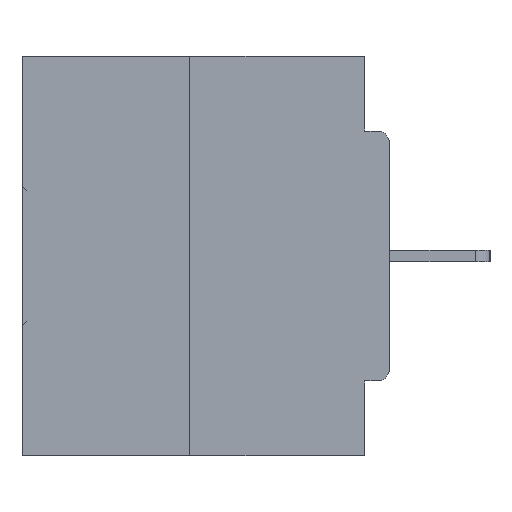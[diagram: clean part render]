
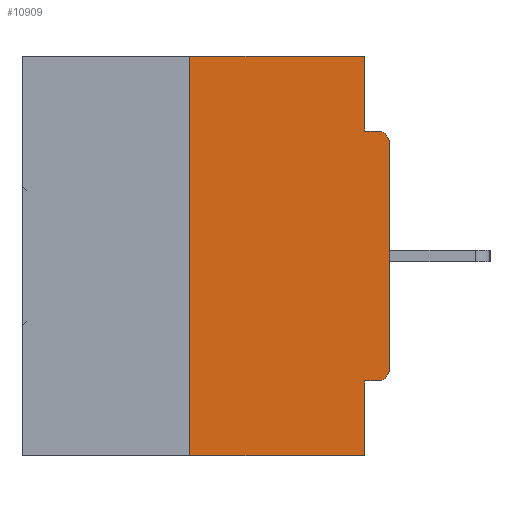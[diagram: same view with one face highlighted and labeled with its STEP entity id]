
A CAD part, left-side view. The second image highlights one B-rep face of the part: STEP entity #10909.
In plain terms, the highlighted planar face has unit normal (-1, 0, 0).
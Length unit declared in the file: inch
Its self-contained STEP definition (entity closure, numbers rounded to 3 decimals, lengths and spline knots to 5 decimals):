
#70 = VECTOR ( 'NONE', #30524, 39.37008 ) ;
#234 = DIRECTION ( 'NONE',  ( 0., 1., 0. ) ) ;
#1605 = VERTEX_POINT ( 'NONE', #23237 ) ;
#1615 = EDGE_CURVE ( 'NONE', #1605, #6737, #13852, .T. ) ;
#1661 = ORIENTED_EDGE ( 'NONE', *, *, #26526, .F. ) ;
#1838 = CARTESIAN_POINT ( 'NONE',  ( 0., 0.031, 0. ) ) ;
#2262 = CARTESIAN_POINT ( 'NONE',  ( 0., 0.015, -0.1085 ) ) ;
#2486 = CARTESIAN_POINT ( 'NONE',  ( 0., 0., -0.0935 ) ) ;
#3381 = CARTESIAN_POINT ( 'NONE',  ( 0., 0., -0.4065 ) ) ;
#3766 = ORIENTED_EDGE ( 'NONE', *, *, #1615, .T. ) ;
#3813 = CARTESIAN_POINT ( 'NONE',  ( 0., 0.015, -0.4065 ) ) ;
#4095 = DIRECTION ( 'NONE',  ( -1., 0., 0. ) ) ;
#4574 = DIRECTION ( 'NONE',  ( 0., 0., -1. ) ) ;
#5176 = DIRECTION ( 'NONE',  ( 0., 0., 1. ) ) ;
#5252 = DIRECTION ( 'NONE',  ( 0., -1., 0. ) ) ;
#5263 = EDGE_CURVE ( 'NONE', #19272, #25751, #24323, .T. ) ;
#5563 = VECTOR ( 'NONE', #12477, 39.37008 ) ;
#5870 = ORIENTED_EDGE ( 'NONE', *, *, #22467, .F. ) ;
#6526 = CARTESIAN_POINT ( 'NONE',  ( 0., 0.015, -0.0935 ) ) ;
#6737 = VERTEX_POINT ( 'NONE', #6526 ) ;
#6936 = VECTOR ( 'NONE', #21010, 39.37008 ) ;
#8409 = VERTEX_POINT ( 'NONE', #24442 ) ;
#9043 = ORIENTED_EDGE ( 'NONE', *, *, #30298, .T. ) ;
#9073 = ORIENTED_EDGE ( 'NONE', *, *, #30375, .T. ) ;
#9147 = VERTEX_POINT ( 'NONE', #35486 ) ;
#9326 = VERTEX_POINT ( 'NONE', #24757 ) ;
#9434 = CARTESIAN_POINT ( 'NONE',  ( 0., 0.46, 0. ) ) ;
#10276 = VERTEX_POINT ( 'NONE', #1838 ) ;
#10909 = ADVANCED_FACE ( 'NONE', ( #31656 ), #11105, .F. ) ;
#11105 = PLANE ( 'NONE',  #33147 ) ;
#12477 = DIRECTION ( 'NONE',  ( 0., 0., 1. ) ) ;
#12907 = CARTESIAN_POINT ( 'NONE',  ( 0., 0.46, -0.5 ) ) ;
#13059 = EDGE_CURVE ( 'NONE', #10276, #9147, #28641, .T. ) ;
#13843 = DIRECTION ( 'NONE',  ( 0., 0., -1. ) ) ;
#13852 = CIRCLE ( 'NONE', #31355, 0.015 ) ;
#14544 = EDGE_CURVE ( 'NONE', #25751, #33105, #26685, .T. ) ;
#15962 = CARTESIAN_POINT ( 'NONE',  ( 0., 0.031, -0.4065 ) ) ;
#16039 = CARTESIAN_POINT ( 'NONE',  ( 0., 0.031, -0.5 ) ) ;
#16198 = VECTOR ( 'NONE', #5252, 39.37008 ) ;
#17373 = DIRECTION ( 'NONE',  ( 1., 0., 0. ) ) ;
#18606 = DIRECTION ( 'NONE',  ( 0., -1., 0. ) ) ;
#18955 = CARTESIAN_POINT ( 'NONE',  ( 0., 0., 0. ) ) ;
#19191 = DIRECTION ( 'NONE',  ( 0., 0., -1. ) ) ;
#19272 = VERTEX_POINT ( 'NONE', #3813 ) ;
#21010 = DIRECTION ( 'NONE',  ( 0., 0., -1. ) ) ;
#21497 = LINE ( 'NONE', #18955, #5563 ) ;
#22321 = CARTESIAN_POINT ( 'NONE',  ( 0., 0.015, -0.3915 ) ) ;
#22353 = ORIENTED_EDGE ( 'NONE', *, *, #13059, .F. ) ;
#22467 = EDGE_CURVE ( 'NONE', #8409, #24992, #37897, .T. ) ;
#22879 = CARTESIAN_POINT ( 'NONE',  ( 0., 0.46, 0. ) ) ;
#23237 = CARTESIAN_POINT ( 'NONE',  ( 0., 0., -0.1085 ) ) ;
#23253 = ORIENTED_EDGE ( 'NONE', *, *, #5263, .F. ) ;
#23269 = LINE ( 'NONE', #2486, #16198 ) ;
#24323 = LINE ( 'NONE', #3381, #35060 ) ;
#24442 = CARTESIAN_POINT ( 'NONE',  ( 0., 0.25, -0.5 ) ) ;
#24757 = CARTESIAN_POINT ( 'NONE',  ( 0., 0., -0.3915 ) ) ;
#24914 = CARTESIAN_POINT ( 'NONE',  ( 0., 0.25, 0. ) ) ;
#24992 = VERTEX_POINT ( 'NONE', #24914 ) ;
#25751 = VERTEX_POINT ( 'NONE', #15962 ) ;
#25995 = EDGE_LOOP ( 'NONE', ( #1661, #5870, #9073, #26043, #23253, #9043, #29725, #3766, #26792, #22353 ) ) ;
#26043 = ORIENTED_EDGE ( 'NONE', *, *, #14544, .F. ) ;
#26167 = DIRECTION ( 'NONE',  ( -1., 0., 0. ) ) ;
#26526 = EDGE_CURVE ( 'NONE', #24992, #10276, #33296, .T. ) ;
#26685 = LINE ( 'NONE', #38620, #6936 ) ;
#26747 = DIRECTION ( 'NONE',  ( 0., 0., -1. ) ) ;
#26792 = ORIENTED_EDGE ( 'NONE', *, *, #30502, .F. ) ;
#28641 = LINE ( 'NONE', #31389, #29302 ) ;
#29302 = VECTOR ( 'NONE', #4574, 39.37008 ) ;
#29725 = ORIENTED_EDGE ( 'NONE', *, *, #30714, .T. ) ;
#30298 = EDGE_CURVE ( 'NONE', #19272, #9326, #36205, .T. ) ;
#30375 = EDGE_CURVE ( 'NONE', #8409, #33105, #33641, .T. ) ;
#30502 = EDGE_CURVE ( 'NONE', #9147, #6737, #23269, .T. ) ;
#30524 = DIRECTION ( 'NONE',  ( 0., -1., 0. ) ) ;
#30714 = EDGE_CURVE ( 'NONE', #9326, #1605, #21497, .T. ) ;
#31184 = AXIS2_PLACEMENT_3D ( 'NONE', #22321, #4095, #19191 ) ;
#31355 = AXIS2_PLACEMENT_3D ( 'NONE', #2262, #26167, #26747 ) ;
#31389 = CARTESIAN_POINT ( 'NONE',  ( 0., 0.031, 0. ) ) ;
#31656 = FACE_OUTER_BOUND ( 'NONE', #25995, .T. ) ;
#33065 = VECTOR ( 'NONE', #18606, 39.37008 ) ;
#33105 = VERTEX_POINT ( 'NONE', #16039 ) ;
#33147 = AXIS2_PLACEMENT_3D ( 'NONE', #22879, #17373, #13843 ) ;
#33296 = LINE ( 'NONE', #9434, #70 ) ;
#33641 = LINE ( 'NONE', #12907, #33065 ) ;
#34746 = CARTESIAN_POINT ( 'NONE',  ( 0., 0.25, 0. ) ) ;
#35060 = VECTOR ( 'NONE', #234, 39.37008 ) ;
#35486 = CARTESIAN_POINT ( 'NONE',  ( 0., 0.031, -0.0935 ) ) ;
#36205 = CIRCLE ( 'NONE', #31184, 0.015 ) ;
#37099 = VECTOR ( 'NONE', #5176, 39.37008 ) ;
#37897 = LINE ( 'NONE', #34746, #37099 ) ;
#38620 = CARTESIAN_POINT ( 'NONE',  ( 0., 0.031, -0.5 ) ) ;
